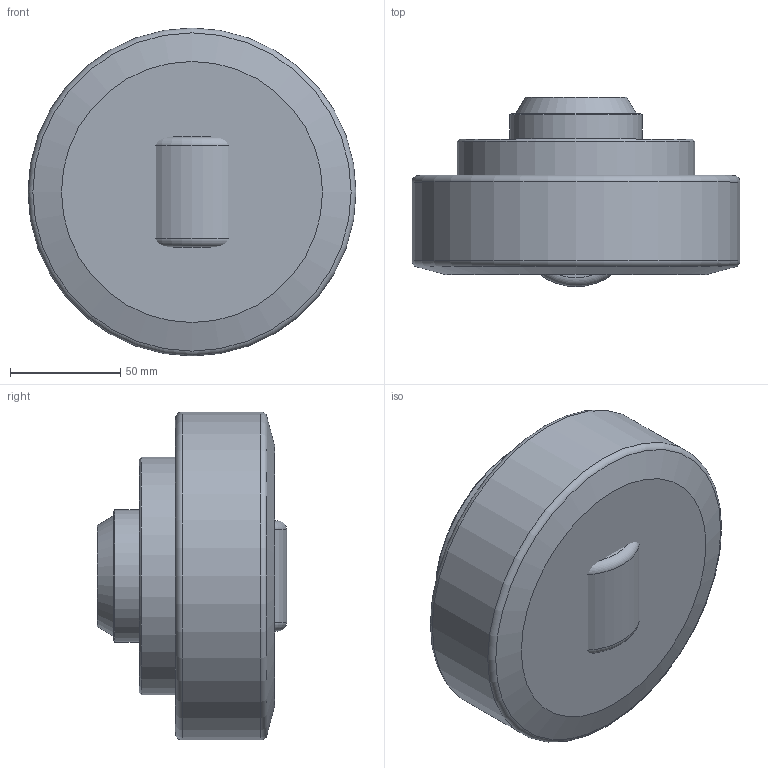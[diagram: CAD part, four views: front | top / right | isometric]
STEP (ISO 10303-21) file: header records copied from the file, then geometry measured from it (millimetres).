
FILE_DESCRIPTION(/* description */ (''),/* implementation_level */ '2;1');
FILE_NAME(/* name */ 'EBL-4011.step',/* time_stamp */ '2020-02-26T11:08:13+00:00',/* author */ (''),/* organization */ (''),/* preprocessor_version */ 'ST-DEVELOPER v18',/* originating_system */ 'Autodesk Translation Framework v8.6.0.1094',/* authorisation */ '');
FILE_SCHEMA (('AUTOMOTIVE_DESIGN { 1 0 10303 214 3 1 1 }'));
Length unit declared in the file: millimetre
Products named in the file (3): EBL-4011; Component1; Component2
Assembly tree (2 placements, depth 2):
  EBL-4011
    Component1
    Component2
Bounding box: 149 x 86 x 149 mm (x, y, z)
Volume: 1085981 mm3; surface area: 74308.9 mm2
Topology: 2 solids, 2 shells, 19 faces, 48 edges, 36 vertices
Faces by surface type: plane 7, cylinder 4, torus 4, cone 4
Full cylindrical faces by diameter (mm): 55 x1, 60 x1, 108 x1, 149 x1
Entity records: 703 total; most frequent: DIRECTION 136, CARTESIAN_POINT 108, ORIENTED_EDGE 96, AXIS2_PLACEMENT_3D 64, EDGE_CURVE 48, CIRCLE 40, VERTEX_POINT 36, EDGE_LOOP 22
